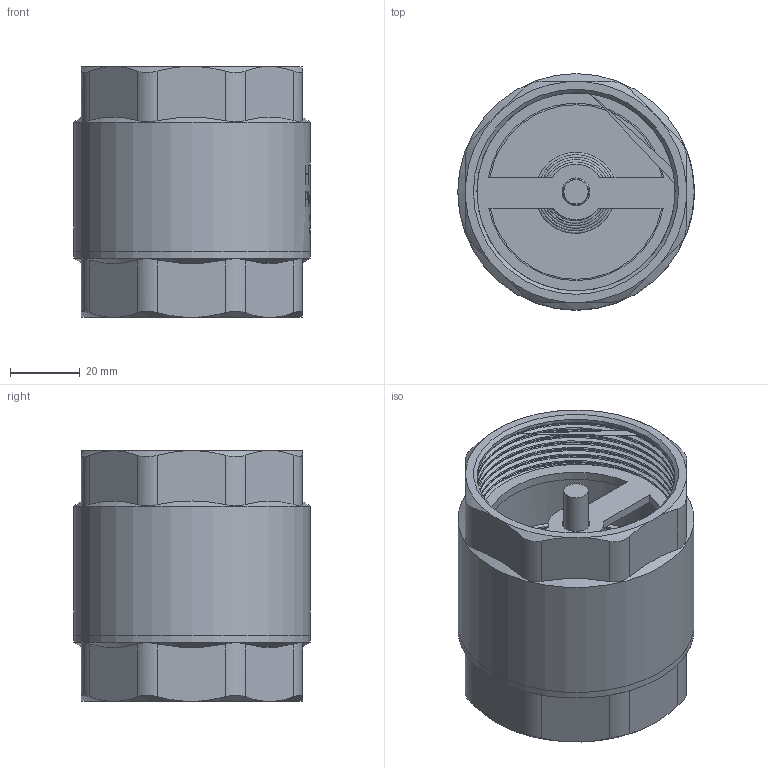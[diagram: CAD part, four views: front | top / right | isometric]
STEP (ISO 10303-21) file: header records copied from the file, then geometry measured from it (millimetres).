
FILE_DESCRIPTION(/* description */ (''),/* implementation_level */ '2;1');
FILE_NAME(/* name */ 'MAME11.000.063.step',/* time_stamp */ '2026-04-14T09:03:49+02:00',/* author */ (''),/* organization */ (''),/* preprocessor_version */ 'ST-DEVELOPER v20.1',/* originating_system */ 'Autodesk Translation Framework v14.24.0.0',/* authorisation */ '');
FILE_SCHEMA (('AUTOMOTIVE_DESIGN { 1 0 10303 214 3 1 1 }'));
Length unit declared in the file: millimetre
Products named in the file (1): 2026-04-13-10-41-47-173
Bounding box: 68.01 x 68 x 72 mm (x, y, z)
Volume: 72861.8 mm3; surface area: 63034.3 mm2
Topology: 5 solids, 5 shells, 309 faces, 815 edges, 539 vertices
Faces by surface type: plane 114, bspline 90, cylinder 82, cone 22, torus 1
Full cylindrical faces by diameter (mm): 7 x3, 8 x2, 9.283 x1, 30 x1, 45 x1, 50.042 x1, 50.18 x1, 51.398 x1, 56.976 x2, 57.467 x1, 59.614 x12, 62.752 x3, 63.072 x1, 65.71 x5, 68 x2
Entity records: 24980 total; most frequent: CARTESIAN_POINT 18127, ORIENTED_EDGE 1626, DIRECTION 1052, EDGE_CURVE 813, VERTEX_POINT 538, AXIS2_PLACEMENT_3D 370, EDGE_LOOP 345, LINE 312
